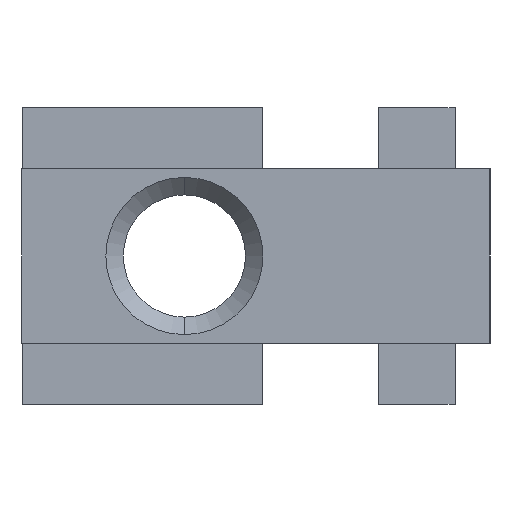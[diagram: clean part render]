
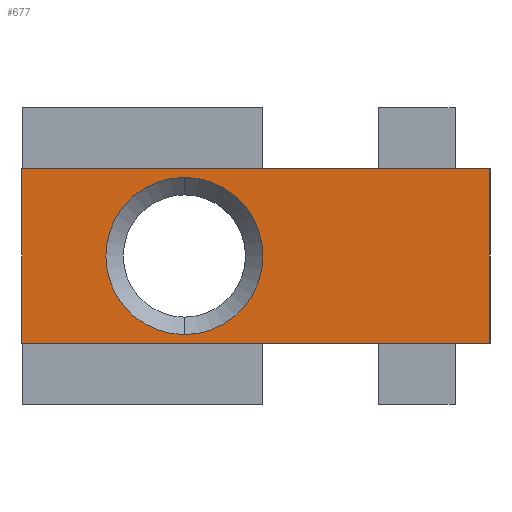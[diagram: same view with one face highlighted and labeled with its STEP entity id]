
A CAD part, left-side view. The second image highlights one B-rep face of the part: STEP entity #677.
In plain terms, the highlighted planar face has unit normal (-1, 0, 0).
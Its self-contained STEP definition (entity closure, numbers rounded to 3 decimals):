
#20 = ORIENTED_EDGE ( 'NONE', *, *, #705, .T. ) ;
#125 = CARTESIAN_POINT ( 'NONE',  ( 0., 0., -5. ) ) ;
#126 = VECTOR ( 'NONE', #2052, 1000. ) ;
#199 = CARTESIAN_POINT ( 'NONE',  ( 0., 17.5, -4.5 ) ) ;
#222 = EDGE_CURVE ( 'NONE', #1936, #364, #2017, .T. ) ;
#226 = EDGE_CURVE ( 'NONE', #1148, #1511, #1078, .T. ) ;
#228 = LINE ( 'NONE', #1432, #1345 ) ;
#236 = FACE_BOUND ( 'NONE', #2023, .T. ) ;
#241 = DIRECTION ( 'NONE',  ( 1., 0., 0. ) ) ;
#320 = DIRECTION ( 'NONE',  ( 0., 0., -1. ) ) ;
#364 = VERTEX_POINT ( 'NONE', #199 ) ;
#385 = LINE ( 'NONE', #729, #2265 ) ;
#454 = DIRECTION ( 'NONE',  ( 0., 0., -1. ) ) ;
#668 = DIRECTION ( 'NONE',  ( 1., 0., 0. ) ) ;
#677 = ADVANCED_FACE ( 'NONE', ( #236, #715 ), #1697, .F. ) ;
#694 = CARTESIAN_POINT ( 'NONE',  ( 0., 0., 5. ) ) ;
#705 = EDGE_CURVE ( 'NONE', #364, #1936, #1607, .T. ) ;
#715 = FACE_OUTER_BOUND ( 'NONE', #1851, .T. ) ;
#729 = CARTESIAN_POINT ( 'NONE',  ( 0., 0., -5. ) ) ;
#794 = CARTESIAN_POINT ( 'NONE',  ( 0., 17.5, 0. ) ) ;
#913 = EDGE_CURVE ( 'NONE', #2300, #1511, #385, .T. ) ;
#939 = LINE ( 'NONE', #694, #1819 ) ;
#948 = CARTESIAN_POINT ( 'NONE',  ( 0., 0., 5. ) ) ;
#949 = ORIENTED_EDGE ( 'NONE', *, *, #222, .T. ) ;
#952 = VERTEX_POINT ( 'NONE', #1541 ) ;
#1016 = AXIS2_PLACEMENT_3D ( 'NONE', #794, #241, #1410 ) ;
#1078 = LINE ( 'NONE', #1298, #126 ) ;
#1148 = VERTEX_POINT ( 'NONE', #2193 ) ;
#1221 = EDGE_CURVE ( 'NONE', #952, #1148, #939, .T. ) ;
#1285 = ORIENTED_EDGE ( 'NONE', *, *, #226, .F. ) ;
#1298 = CARTESIAN_POINT ( 'NONE',  ( 0., 0., 5. ) ) ;
#1345 = VECTOR ( 'NONE', #454, 1000. ) ;
#1346 = AXIS2_PLACEMENT_3D ( 'NONE', #948, #668, #1849 ) ;
#1388 = DIRECTION ( 'NONE',  ( 0., -1., 0. ) ) ;
#1410 = DIRECTION ( 'NONE',  ( 0., 0., -1. ) ) ;
#1432 = CARTESIAN_POINT ( 'NONE',  ( 0., 26.8, 5. ) ) ;
#1472 = DIRECTION ( 'NONE',  ( 1., 0., 0. ) ) ;
#1511 = VERTEX_POINT ( 'NONE', #125 ) ;
#1541 = CARTESIAN_POINT ( 'NONE',  ( 0., 26.8, 5. ) ) ;
#1572 = CARTESIAN_POINT ( 'NONE',  ( 0., 26.8, -5. ) ) ;
#1607 = CIRCLE ( 'NONE', #2178, 4.5 ) ;
#1644 = ORIENTED_EDGE ( 'NONE', *, *, #2239, .T. ) ;
#1667 = ORIENTED_EDGE ( 'NONE', *, *, #1221, .F. ) ;
#1697 = PLANE ( 'NONE',  #1346 ) ;
#1717 = CARTESIAN_POINT ( 'NONE',  ( 0., 17.5, 4.5 ) ) ;
#1819 = VECTOR ( 'NONE', #2059, 1000. ) ;
#1849 = DIRECTION ( 'NONE',  ( 0., 0., -1. ) ) ;
#1851 = EDGE_LOOP ( 'NONE', ( #1996, #1285, #1667, #1644 ) ) ;
#1936 = VERTEX_POINT ( 'NONE', #1717 ) ;
#1996 = ORIENTED_EDGE ( 'NONE', *, *, #913, .T. ) ;
#2017 = CIRCLE ( 'NONE', #1016, 4.5 ) ;
#2023 = EDGE_LOOP ( 'NONE', ( #949, #20 ) ) ;
#2052 = DIRECTION ( 'NONE',  ( 0., 0., -1. ) ) ;
#2059 = DIRECTION ( 'NONE',  ( 0., -1., 0. ) ) ;
#2178 = AXIS2_PLACEMENT_3D ( 'NONE', #2293, #1472, #320 ) ;
#2193 = CARTESIAN_POINT ( 'NONE',  ( 0., 0., 5. ) ) ;
#2239 = EDGE_CURVE ( 'NONE', #952, #2300, #228, .T. ) ;
#2265 = VECTOR ( 'NONE', #1388, 1000. ) ;
#2293 = CARTESIAN_POINT ( 'NONE',  ( 0., 17.5, 0. ) ) ;
#2300 = VERTEX_POINT ( 'NONE', #1572 ) ;
